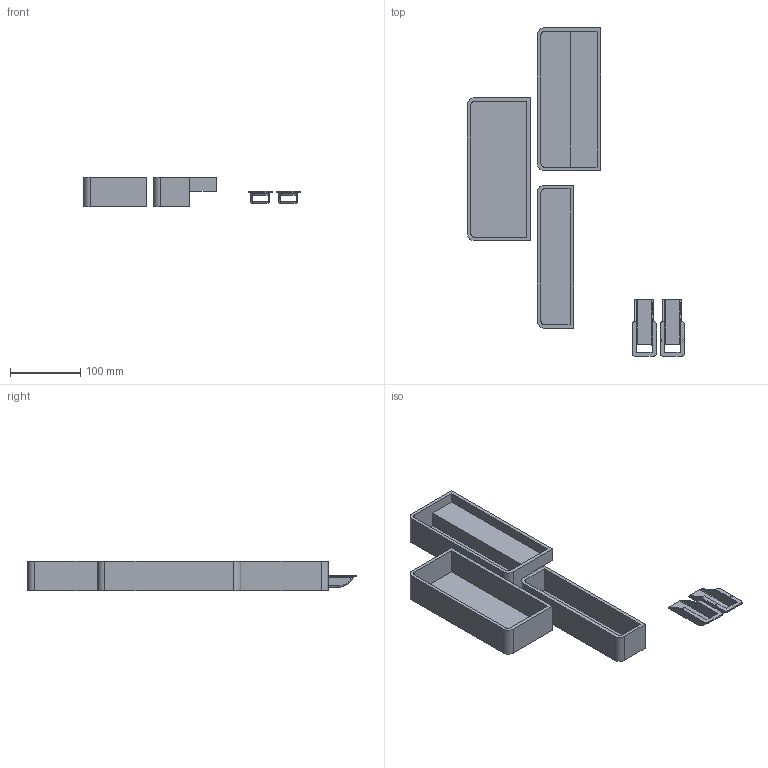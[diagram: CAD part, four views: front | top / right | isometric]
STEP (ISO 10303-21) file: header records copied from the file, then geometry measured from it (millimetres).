
FILE_DESCRIPTION(/* description */ (''),/* implementation_level */ '2;1');
FILE_NAME(/* name */ 'EREC Tip Deflector.step',/* time_stamp */ '2024-02-23T13:10:00-05:00',/* author */ (''),/* organization */ (''),/* preprocessor_version */ 'ST-DEVELOPER v20',/* originating_system */ 'Autodesk Translation Framework v12.20.1.177',/* authorisation */ '');
FILE_SCHEMA (('AUTOMOTIVE_DESIGN { 1 0 10303 214 3 1 1 }'));
Length unit declared in the file: millimetre
Products named in the file (1): EREC_Beta6
Bounding box: 310.04 x 468.97 x 42 mm (x, y, z)
Volume: 539663.7 mm3; surface area: 234580.9 mm2
Topology: 5 solids, 5 shells, 157 faces, 406 edges, 258 vertices
Faces by surface type: plane 101, cylinder 42, bspline 14
Full cylindrical faces by diameter (mm): 2 x2
Entity records: 5273 total; most frequent: CARTESIAN_POINT 1466, ORIENTED_EDGE 812, DIRECTION 732, EDGE_CURVE 406, LINE 272, VECTOR 272, VERTEX_POINT 258, AXIS2_PLACEMENT_3D 230
